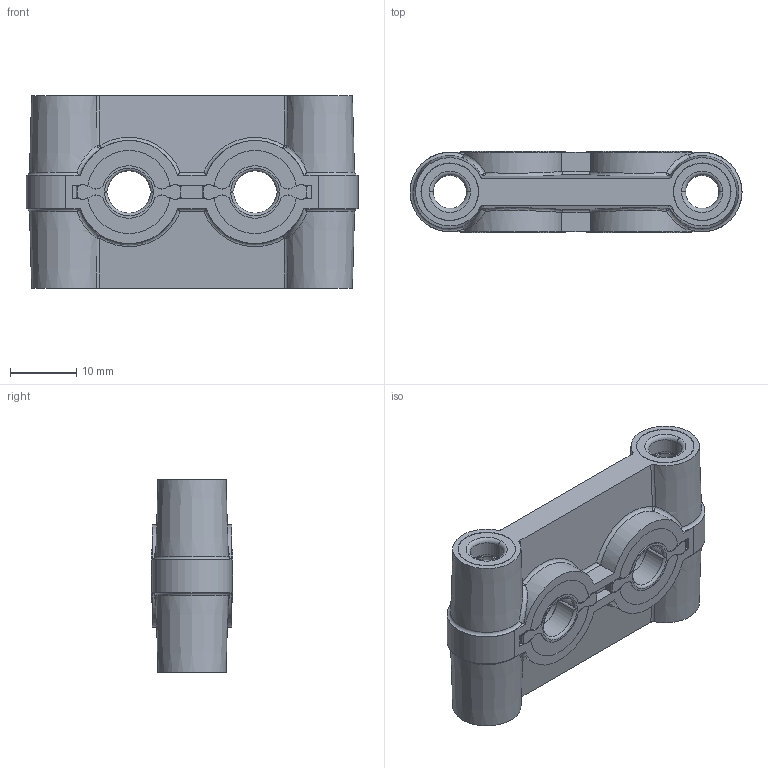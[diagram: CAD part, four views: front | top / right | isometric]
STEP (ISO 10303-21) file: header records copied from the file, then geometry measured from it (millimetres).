
FILE_DESCRIPTION((''),'2;1');
FILE_NAME('35309201811','2020-06-17T',('presta_be4'),(''),'CREO PARAMETRIC BY PTC INC, 2018360','CREO PARAMETRIC BY PTC INC, 2018360','');
FILE_SCHEMA(('CONFIG_CONTROL_DESIGN'));
Length unit declared in the file: millimetre
Products named in the file (1): 35309201811
Bounding box: 50 x 12.2 x 29 mm (x, y, z)
Volume: 9677.2 mm3; surface area: 6297.7 mm2
Topology: 1 solids, 5 shells, 632 faces, 1824 edges, 1176 vertices
Faces by surface type: cylinder 346, plane 182, torus 68, bspline 24, sphere 8, cone 4
Entity records: 23891 total; most frequent: CARTESIAN_POINT 7033, ORIENTED_EDGE 3648, DIRECTION 3592, EDGE_CURVE 1824, AXIS2_PLACEMENT_3D 1416, VERTEX_POINT 1176, CIRCLE 808, VECTOR 760
